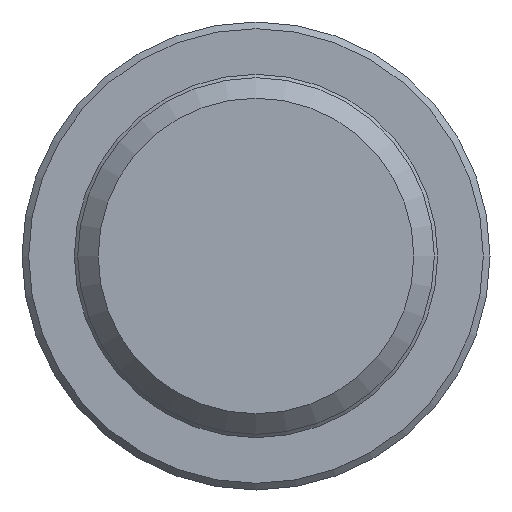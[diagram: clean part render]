
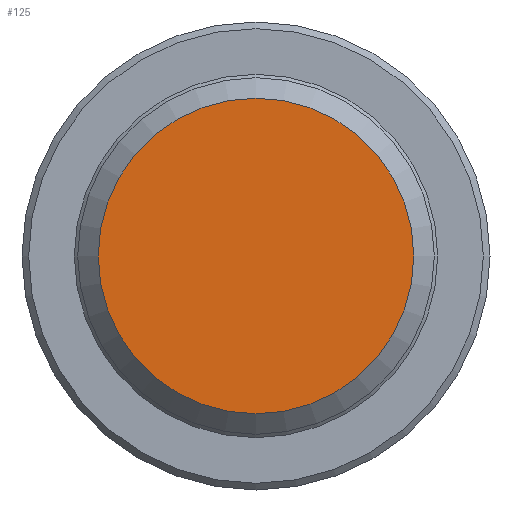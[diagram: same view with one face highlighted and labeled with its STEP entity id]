
A CAD part, front view. The second image highlights one B-rep face of the part: STEP entity #125.
In plain terms, the highlighted planar face has unit normal (0, -1, 0).
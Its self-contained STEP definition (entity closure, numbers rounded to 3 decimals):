
#125 = ADVANCED_FACE( '', ( #255 ), #256, .F. );
#255 = FACE_OUTER_BOUND( '', #377, .T. );
#256 = PLANE( '', #378 );
#377 = EDGE_LOOP( '', ( #638 ) );
#378 = AXIS2_PLACEMENT_3D( '', #639, #640, #641 );
#638 = ORIENTED_EDGE( '', *, *, #686, .T. );
#639 = CARTESIAN_POINT( '', ( 7.08, -12., 0. ) );
#640 = DIRECTION( '', ( 0., 1., 0. ) );
#641 = DIRECTION( '', ( 0., 0., 1. ) );
#686 = EDGE_CURVE( '', #809, #809, #810, .T. );
#809 = VERTEX_POINT( '', #984 );
#810 = CIRCLE( '', #985, 7.08 );
#984 = CARTESIAN_POINT( '', ( 0., -12., -7.08 ) );
#985 = AXIS2_PLACEMENT_3D( '', #1151, #1152, #1153 );
#1151 = CARTESIAN_POINT( '', ( 0., -12., 0. ) );
#1152 = DIRECTION( '', ( 0., -1., 0. ) );
#1153 = DIRECTION( '', ( 0., 0., -1. ) );
